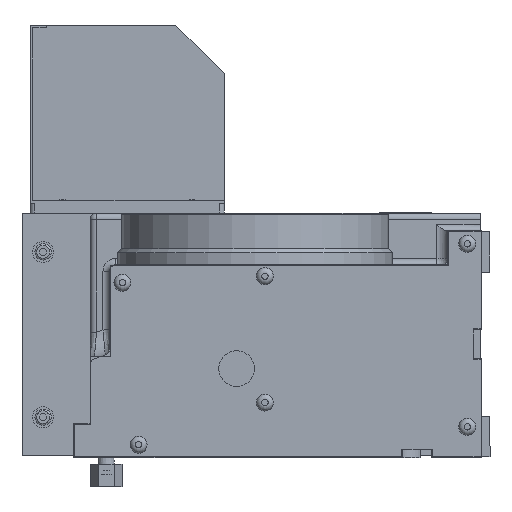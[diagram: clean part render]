
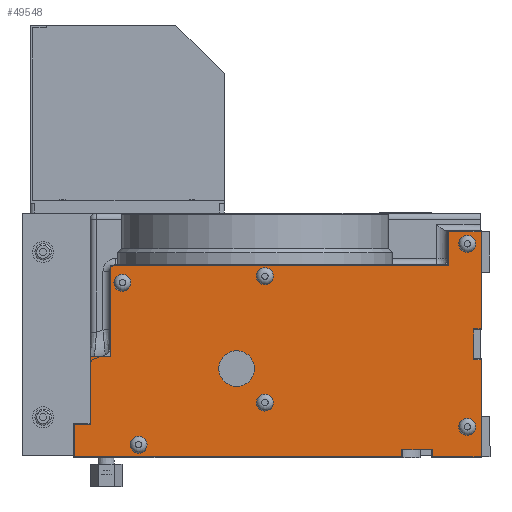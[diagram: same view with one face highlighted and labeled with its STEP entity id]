
A CAD part, left-side view. The second image highlights one B-rep face of the part: STEP entity #49548.
In plain terms, the highlighted planar face has unit normal (-1, 0, 0).
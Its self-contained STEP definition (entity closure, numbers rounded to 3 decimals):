
#1414=CIRCLE('',#53119,5.25);
#1415=CIRCLE('',#53121,5.25);
#1416=CIRCLE('',#53123,5.25);
#1417=CIRCLE('',#53133,5.25);
#1418=CIRCLE('',#53135,5.25);
#1419=CIRCLE('',#53137,5.25);
#1420=CIRCLE('',#53139,11.);
#13598=ORIENTED_EDGE('',*,*,#20615,.F.);
#13599=ORIENTED_EDGE('',*,*,#20614,.F.);
#13600=ORIENTED_EDGE('',*,*,#20613,.F.);
#13601=ORIENTED_EDGE('',*,*,#20612,.F.);
#13602=ORIENTED_EDGE('',*,*,#20611,.T.);
#13603=ORIENTED_EDGE('',*,*,#20609,.T.);
#13604=ORIENTED_EDGE('',*,*,#20607,.T.);
#13605=ORIENTED_EDGE('',*,*,#20605,.T.);
#13606=ORIENTED_EDGE('',*,*,#20602,.T.);
#13607=ORIENTED_EDGE('',*,*,#20599,.T.);
#13608=ORIENTED_EDGE('',*,*,#20596,.T.);
#13609=ORIENTED_EDGE('',*,*,#20694,.T.);
#13610=ORIENTED_EDGE('',*,*,#20695,.T.);
#13611=ORIENTED_EDGE('',*,*,#20696,.T.);
#13612=ORIENTED_EDGE('',*,*,#20697,.T.);
#13613=ORIENTED_EDGE('',*,*,#20698,.T.);
#13614=ORIENTED_EDGE('',*,*,#20699,.T.);
#13615=ORIENTED_EDGE('',*,*,#20700,.T.);
#13616=ORIENTED_EDGE('',*,*,#20701,.T.);
#13617=ORIENTED_EDGE('',*,*,#20702,.T.);
#13618=ORIENTED_EDGE('',*,*,#20621,.T.);
#13619=ORIENTED_EDGE('',*,*,#20592,.T.);
#13620=ORIENTED_EDGE('',*,*,#20590,.F.);
#13621=ORIENTED_EDGE('',*,*,#20589,.F.);
#13622=ORIENTED_EDGE('',*,*,#20588,.F.);
#20588=EDGE_CURVE('',#25392,#25392,#1414,.T.);
#20589=EDGE_CURVE('',#25393,#25393,#1415,.T.);
#20590=EDGE_CURVE('',#25394,#25394,#1416,.T.);
#20592=EDGE_CURVE('',#25396,#25395,#31065,.T.);
#20596=EDGE_CURVE('',#25400,#25399,#31069,.T.);
#20599=EDGE_CURVE('',#25402,#25400,#31072,.T.);
#20602=EDGE_CURVE('',#25404,#25402,#31075,.T.);
#20605=EDGE_CURVE('',#25405,#25404,#31078,.T.);
#20607=EDGE_CURVE('',#25406,#25405,#31080,.T.);
#20609=EDGE_CURVE('',#25407,#25406,#31082,.T.);
#20611=EDGE_CURVE('',#25395,#25407,#31084,.T.);
#20612=EDGE_CURVE('',#25408,#25408,#1417,.T.);
#20613=EDGE_CURVE('',#25409,#25409,#1418,.T.);
#20614=EDGE_CURVE('',#25410,#25410,#1419,.T.);
#20615=EDGE_CURVE('',#25411,#25411,#1420,.T.);
#20621=EDGE_CURVE('',#25416,#25396,#31090,.T.);
#20694=EDGE_CURVE('',#25399,#25465,#31131,.T.);
#20695=EDGE_CURVE('',#25465,#25466,#31132,.T.);
#20696=EDGE_CURVE('',#25466,#25467,#31133,.T.);
#20697=EDGE_CURVE('',#25467,#25468,#31134,.T.);
#20698=EDGE_CURVE('',#25468,#25469,#31135,.T.);
#20699=EDGE_CURVE('',#25469,#25470,#31136,.T.);
#20700=EDGE_CURVE('',#25470,#25471,#31137,.T.);
#20701=EDGE_CURVE('',#25471,#25472,#31138,.T.);
#20702=EDGE_CURVE('',#25472,#25416,#31139,.T.);
#25392=VERTEX_POINT('',#79665);
#25393=VERTEX_POINT('',#79668);
#25394=VERTEX_POINT('',#79671);
#25395=VERTEX_POINT('',#79674);
#25396=VERTEX_POINT('',#79676);
#25399=VERTEX_POINT('',#79683);
#25400=VERTEX_POINT('',#79685);
#25402=VERTEX_POINT('',#79691);
#25404=VERTEX_POINT('',#79697);
#25405=VERTEX_POINT('',#79702);
#25406=VERTEX_POINT('',#79706);
#25407=VERTEX_POINT('',#79710);
#25408=VERTEX_POINT('',#79716);
#25409=VERTEX_POINT('',#79719);
#25410=VERTEX_POINT('',#79722);
#25411=VERTEX_POINT('',#79725);
#25416=VERTEX_POINT('',#79738);
#25465=VERTEX_POINT('',#79930);
#25466=VERTEX_POINT('',#79934);
#25467=VERTEX_POINT('',#79936);
#25468=VERTEX_POINT('',#79938);
#25469=VERTEX_POINT('',#79940);
#25470=VERTEX_POINT('',#79942);
#25471=VERTEX_POINT('',#79944);
#25472=VERTEX_POINT('',#79946);
#31065=LINE('',#79675,#36572);
#31069=LINE('',#79684,#36576);
#31072=LINE('',#79690,#36579);
#31075=LINE('',#79696,#36582);
#31078=LINE('',#79701,#36585);
#31080=LINE('',#79705,#36587);
#31082=LINE('',#79709,#36589);
#31084=LINE('',#79713,#36591);
#31090=LINE('',#79737,#36597);
#31131=LINE('',#79931,#36638);
#31132=LINE('',#79933,#36639);
#31133=LINE('',#79935,#36640);
#31134=LINE('',#79937,#36641);
#31135=LINE('',#79939,#36642);
#31136=LINE('',#79941,#36643);
#31137=LINE('',#79943,#36644);
#31138=LINE('',#79945,#36645);
#31139=LINE('',#79947,#36646);
#36572=VECTOR('',#65385,1000.);
#36576=VECTOR('',#65391,1000.);
#36579=VECTOR('',#65396,1000.);
#36582=VECTOR('',#65401,1000.);
#36585=VECTOR('',#65406,1000.);
#36587=VECTOR('',#65410,1000.);
#36589=VECTOR('',#65414,1000.);
#36591=VECTOR('',#65418,1000.);
#36597=VECTOR('',#65444,1000.);
#36638=VECTOR('',#65635,1000.);
#36639=VECTOR('',#65638,1000.);
#36640=VECTOR('',#65639,1000.);
#36641=VECTOR('',#65640,1000.);
#36642=VECTOR('',#65641,1000.);
#36643=VECTOR('',#65642,1000.);
#36644=VECTOR('',#65643,1000.);
#36645=VECTOR('',#65644,1000.);
#36646=VECTOR('',#65645,1000.);
#40181=EDGE_LOOP('',(#13598));
#40182=EDGE_LOOP('',(#13599));
#40183=EDGE_LOOP('',(#13600));
#40184=EDGE_LOOP('',(#13601));
#40185=EDGE_LOOP('',(#13602,#13603,#13604,#13605,#13606,#13607,#13608,#13609,
#13610,#13611,#13612,#13613,#13614,#13615,#13616,#13617,#13618,#13619));
#40186=EDGE_LOOP('',(#13620));
#40187=EDGE_LOOP('',(#13621));
#40188=EDGE_LOOP('',(#13622));
#44098=FACE_BOUND('',#40181,.T.);
#44099=FACE_BOUND('',#40182,.T.);
#44100=FACE_BOUND('',#40183,.T.);
#44101=FACE_BOUND('',#40184,.T.);
#44102=FACE_BOUND('',#40185,.T.);
#44103=FACE_BOUND('',#40186,.T.);
#44104=FACE_BOUND('',#40187,.T.);
#44105=FACE_BOUND('',#40188,.T.);
#46814=PLANE('',#53217);
#49548=ADVANCED_FACE('',(#44098,#44099,#44100,#44101,#44102,#44103,#44104,
#44105),#46814,.T.);
#53119=AXIS2_PLACEMENT_3D('',#79664,#65372,#65373);
#53121=AXIS2_PLACEMENT_3D('',#79667,#65376,#65377);
#53123=AXIS2_PLACEMENT_3D('',#79670,#65380,#65381);
#53133=AXIS2_PLACEMENT_3D('',#79715,#65421,#65422);
#53135=AXIS2_PLACEMENT_3D('',#79718,#65425,#65426);
#53137=AXIS2_PLACEMENT_3D('',#79721,#65429,#65430);
#53139=AXIS2_PLACEMENT_3D('',#79724,#65433,#65434);
#53217=AXIS2_PLACEMENT_3D('',#79932,#65636,#65637);
#65372=DIRECTION('',(-1.,0.,0.));
#65373=DIRECTION('',(0.,0.,1.));
#65376=DIRECTION('',(-1.,0.,0.));
#65377=DIRECTION('',(0.,0.,1.));
#65380=DIRECTION('',(-1.,0.,0.));
#65381=DIRECTION('',(0.,0.,1.));
#65385=DIRECTION('',(0.,1.,0.));
#65391=DIRECTION('',(0.,0.,1.));
#65396=DIRECTION('',(0.,-1.,0.));
#65401=DIRECTION('',(0.,0.,-1.));
#65406=DIRECTION('',(0.,-1.,0.));
#65410=DIRECTION('',(0.,0.,1.));
#65414=DIRECTION('',(0.,-1.,0.));
#65418=DIRECTION('',(0.,0.,-1.));
#65421=DIRECTION('',(-1.,0.,0.));
#65422=DIRECTION('',(0.,0.,1.));
#65425=DIRECTION('',(-1.,0.,0.));
#65426=DIRECTION('',(0.,0.,1.));
#65429=DIRECTION('',(-1.,0.,0.));
#65430=DIRECTION('',(0.,0.,1.));
#65433=DIRECTION('',(-1.,0.,0.));
#65434=DIRECTION('',(0.,0.,1.));
#65444=DIRECTION('',(0.,0.,-1.));
#65635=DIRECTION('',(0.,1.,0.));
#65636=DIRECTION('',(-1.,0.,0.));
#65637=DIRECTION('',(0.,0.,1.));
#65638=DIRECTION('',(0.,0.,1.));
#65639=DIRECTION('',(0.,-1.,0.));
#65640=DIRECTION('',(0.,0.,1.));
#65641=DIRECTION('',(0.,1.,0.));
#65642=DIRECTION('',(0.,0.,-1.));
#65643=DIRECTION('',(0.,1.,0.));
#65644=DIRECTION('',(0.,0.,-1.));
#65645=DIRECTION('',(0.,1.,0.));
#79664=CARTESIAN_POINT('',(-303.7,134.,34.));
#79665=CARTESIAN_POINT('',(-303.7,134.,39.25));
#79667=CARTESIAN_POINT('',(-303.7,9.,132.));
#79668=CARTESIAN_POINT('',(-303.7,9.,137.25));
#79670=CARTESIAN_POINT('',(-303.7,222.,108.));
#79671=CARTESIAN_POINT('',(-303.7,222.,113.25));
#79674=CARTESIAN_POINT('',(-303.7,251.5,20.5));
#79675=CARTESIAN_POINT('',(-303.7,241.5,20.5));
#79676=CARTESIAN_POINT('',(-303.7,241.5,20.5));
#79683=CARTESIAN_POINT('',(-303.7,0.5,60.5));
#79684=CARTESIAN_POINT('',(-303.7,0.5,0.5));
#79685=CARTESIAN_POINT('',(-303.7,0.5,0.5));
#79690=CARTESIAN_POINT('',(-303.7,30.5,0.5));
#79691=CARTESIAN_POINT('',(-303.7,30.5,0.5));
#79696=CARTESIAN_POINT('',(-303.7,30.5,5.));
#79697=CARTESIAN_POINT('',(-303.7,30.5,5.));
#79701=CARTESIAN_POINT('',(-303.7,49.5,5.));
#79702=CARTESIAN_POINT('',(-303.7,49.5,5.));
#79705=CARTESIAN_POINT('',(-303.7,49.5,0.5));
#79706=CARTESIAN_POINT('',(-303.7,49.5,0.5));
#79709=CARTESIAN_POINT('',(-303.7,251.5,0.5));
#79710=CARTESIAN_POINT('',(-303.7,251.5,0.5));
#79713=CARTESIAN_POINT('',(-303.7,251.5,20.5));
#79715=CARTESIAN_POINT('',(-303.7,212.,8.));
#79716=CARTESIAN_POINT('',(-303.7,212.,13.25));
#79718=CARTESIAN_POINT('',(-303.7,134.,112.));
#79719=CARTESIAN_POINT('',(-303.7,134.,117.25));
#79721=CARTESIAN_POINT('',(-303.7,9.,19.));
#79722=CARTESIAN_POINT('',(-303.7,9.,24.25));
#79724=CARTESIAN_POINT('',(-303.7,151.5,55.));
#79725=CARTESIAN_POINT('',(-303.7,151.5,66.));
#79737=CARTESIAN_POINT('',(-303.7,241.5,62.5));
#79738=CARTESIAN_POINT('',(-303.7,241.5,62.5));
#79930=CARTESIAN_POINT('',(-303.7,5.,60.5));
#79931=CARTESIAN_POINT('',(-303.7,0.5,60.5));
#79932=CARTESIAN_POINT('',(-303.7,251.5,5.));
#79933=CARTESIAN_POINT('',(-303.7,5.,60.5));
#79934=CARTESIAN_POINT('',(-303.7,5.,79.5));
#79935=CARTESIAN_POINT('',(-303.7,0.5,79.5));
#79936=CARTESIAN_POINT('',(-303.7,0.5,79.5));
#79937=CARTESIAN_POINT('',(-303.7,0.5,79.5));
#79938=CARTESIAN_POINT('',(-303.7,0.5,139.5));
#79939=CARTESIAN_POINT('',(-303.7,0.5,139.5));
#79940=CARTESIAN_POINT('',(-303.7,20.5,139.5));
#79941=CARTESIAN_POINT('',(-303.7,20.5,139.5));
#79942=CARTESIAN_POINT('',(-303.7,20.5,118.5));
#79943=CARTESIAN_POINT('',(-303.7,20.5,118.5));
#79944=CARTESIAN_POINT('',(-303.7,229.5,118.5));
#79945=CARTESIAN_POINT('',(-303.7,229.5,118.5));
#79946=CARTESIAN_POINT('',(-303.7,229.5,62.5));
#79947=CARTESIAN_POINT('',(-303.7,229.5,62.5));
